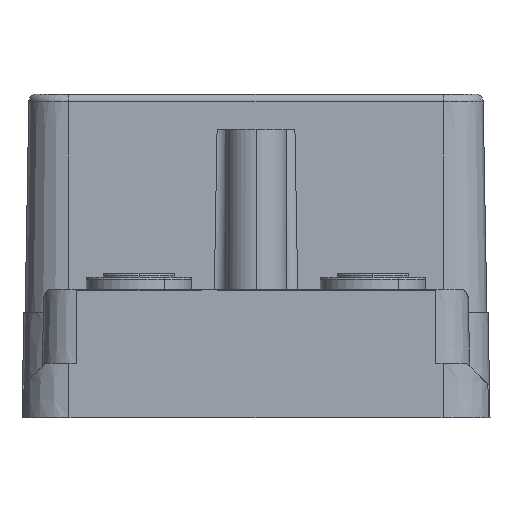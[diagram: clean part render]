
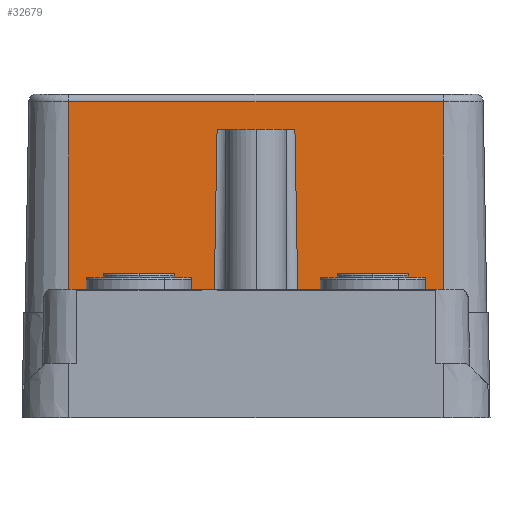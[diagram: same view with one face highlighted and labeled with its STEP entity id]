
A CAD part, front view. The second image highlights one B-rep face of the part: STEP entity #32679.
In plain terms, the highlighted planar face has unit normal (0, -1, 0.018).
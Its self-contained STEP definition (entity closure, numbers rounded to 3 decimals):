
#32622=AXIS2_PLACEMENT_3D('Plane Axis2P3D',#32619,#32620,#32621) ;
#31590=CARTESIAN_POINT('Vertex',(54.,55.6,13.5)) ;
#31593=CARTESIAN_POINT('Line Origine',(44.7,55.6,13.5)) ;
#31597=CARTESIAN_POINT('Vertex',(35.4,55.6,13.5)) ;
#31663=CARTESIAN_POINT('Vertex',(24.6,55.6,13.5)) ;
#31666=CARTESIAN_POINT('Line Origine',(15.3,55.6,13.5)) ;
#31670=CARTESIAN_POINT('Vertex',(6.,55.6,13.5)) ;
#32600=CARTESIAN_POINT('Line Origine',(54.,55.844,27.5)) ;
#32604=CARTESIAN_POINT('Vertex',(54.,56.072,40.517)) ;
#32619=CARTESIAN_POINT('Axis2P3D Location',(59.6,55.6,13.5)) ;
#32624=CARTESIAN_POINT('Line Origine',(30.,56.072,40.517)) ;
#32628=CARTESIAN_POINT('Vertex',(6.,56.072,40.517)) ;
#32631=CARTESIAN_POINT('Line Origine',(6.,55.844,27.5)) ;
#32637=CARTESIAN_POINT('Control Point',(25.01,56.01,37.)) ;
#32638=CARTESIAN_POINT('Control Point',(24.6,55.6,13.5)) ;
#32639=CARTESIAN_POINT('Vertex',(25.01,56.01,37.)) ;
#32642=CARTESIAN_POINT('Line Origine',(30.,56.01,37.)) ;
#32646=CARTESIAN_POINT('Vertex',(26.51,56.01,37.)) ;
#32649=CARTESIAN_POINT('Line Origine',(30.,56.01,37.)) ;
#32653=CARTESIAN_POINT('Vertex',(33.49,56.01,37.)) ;
#32656=CARTESIAN_POINT('Line Origine',(30.,56.01,37.)) ;
#32660=CARTESIAN_POINT('Vertex',(34.99,56.01,37.)) ;
#32664=CARTESIAN_POINT('Control Point',(34.99,56.01,37.)) ;
#32665=CARTESIAN_POINT('Control Point',(35.4,55.6,13.5)) ;
#31594=DIRECTION('Vector Direction',(-1.,0.,0.)) ;
#31667=DIRECTION('Vector Direction',(-1.,0.,0.)) ;
#32601=DIRECTION('Vector Direction',(0.,-0.017,-1.)) ;
#32620=DIRECTION('Axis2P3D Direction',(0.,-1.,0.017)) ;
#32621=DIRECTION('Axis2P3D XDirection',(-1.,0.,0.)) ;
#32625=DIRECTION('Vector Direction',(-1.,0.,0.)) ;
#32632=DIRECTION('Vector Direction',(0.,-0.017,-1.)) ;
#32643=DIRECTION('Vector Direction',(-1.,0.,0.)) ;
#32650=DIRECTION('Vector Direction',(-1.,0.,0.)) ;
#32657=DIRECTION('Vector Direction',(-1.,0.,0.)) ;
#31595=VECTOR('Line Direction',#31594,1.) ;
#31668=VECTOR('Line Direction',#31667,1.) ;
#32602=VECTOR('Line Direction',#32601,1.) ;
#32626=VECTOR('Line Direction',#32625,1.) ;
#32633=VECTOR('Line Direction',#32632,1.) ;
#32644=VECTOR('Line Direction',#32643,1.) ;
#32651=VECTOR('Line Direction',#32650,1.) ;
#32658=VECTOR('Line Direction',#32657,1.) ;
#32668=ORIENTED_EDGE('',*,*,#31599,.F.) ;
#32669=ORIENTED_EDGE('',*,*,#32606,.T.) ;
#32670=ORIENTED_EDGE('',*,*,#32630,.F.) ;
#32671=ORIENTED_EDGE('',*,*,#32635,.F.) ;
#32672=ORIENTED_EDGE('',*,*,#31672,.F.) ;
#32673=ORIENTED_EDGE('',*,*,#32641,.F.) ;
#32674=ORIENTED_EDGE('',*,*,#32648,.T.) ;
#32675=ORIENTED_EDGE('',*,*,#32655,.T.) ;
#32676=ORIENTED_EDGE('',*,*,#32662,.T.) ;
#32677=ORIENTED_EDGE('',*,*,#32666,.T.) ;
#32679=ADVANCED_FACE('329086.1\\Haube.1\\Haube',(#32678),#32623,.T.) ;
#32636=B_SPLINE_CURVE_WITH_KNOTS('',1,(#32637,#32638),.UNSPECIFIED.,.F.,.U.,(2,2),(-9.994,13.513),.UNSPECIFIED.) ;
#32663=B_SPLINE_CURVE_WITH_KNOTS('',1,(#32664,#32665),.UNSPECIFIED.,.F.,.U.,(2,2),(-9.994,13.513),.UNSPECIFIED.) ;
#31599=EDGE_CURVE('',#31591,#31598,#31596,.T.) ;
#31672=EDGE_CURVE('',#31664,#31671,#31669,.T.) ;
#32606=EDGE_CURVE('',#31591,#32605,#32603,.F.) ;
#32630=EDGE_CURVE('',#32629,#32605,#32627,.F.) ;
#32635=EDGE_CURVE('',#31671,#32629,#32634,.F.) ;
#32641=EDGE_CURVE('',#32640,#31664,#32636,.T.) ;
#32648=EDGE_CURVE('',#32640,#32647,#32645,.F.) ;
#32655=EDGE_CURVE('',#32647,#32654,#32652,.F.) ;
#32662=EDGE_CURVE('',#32654,#32661,#32659,.F.) ;
#32666=EDGE_CURVE('',#32661,#31598,#32663,.T.) ;
#32667=EDGE_LOOP('',(#32668,#32669,#32670,#32671,#32672,#32673,#32674,#32675,#32676,#32677)) ;
#32678=FACE_OUTER_BOUND('',#32667,.T.) ;
#31596=LINE('Line',#31593,#31595) ;
#31669=LINE('Line',#31666,#31668) ;
#32603=LINE('Line',#32600,#32602) ;
#32627=LINE('Line',#32624,#32626) ;
#32634=LINE('Line',#32631,#32633) ;
#32645=LINE('Line',#32642,#32644) ;
#32652=LINE('Line',#32649,#32651) ;
#32659=LINE('Line',#32656,#32658) ;
#32623=PLANE('',#32622) ;
#31591=VERTEX_POINT('',#31590) ;
#31598=VERTEX_POINT('',#31597) ;
#31664=VERTEX_POINT('',#31663) ;
#31671=VERTEX_POINT('',#31670) ;
#32605=VERTEX_POINT('',#32604) ;
#32629=VERTEX_POINT('',#32628) ;
#32640=VERTEX_POINT('',#32639) ;
#32647=VERTEX_POINT('',#32646) ;
#32654=VERTEX_POINT('',#32653) ;
#32661=VERTEX_POINT('',#32660) ;
